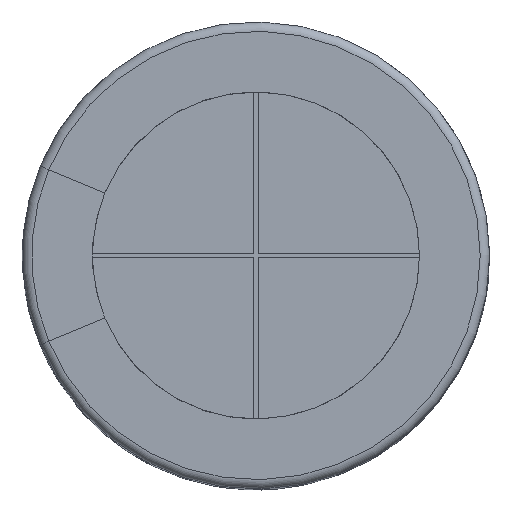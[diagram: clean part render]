
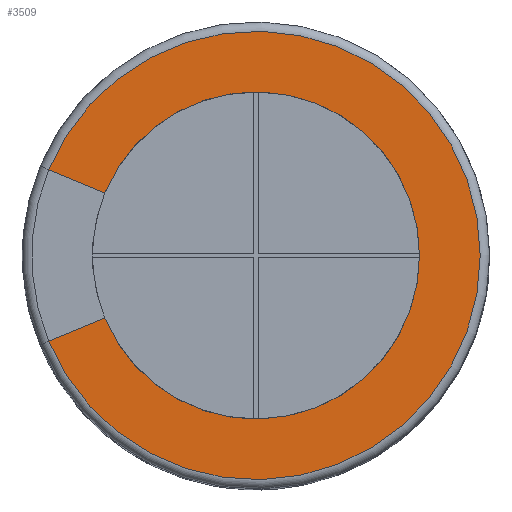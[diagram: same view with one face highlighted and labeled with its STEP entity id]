
A CAD part, top view. The second image highlights one B-rep face of the part: STEP entity #3509.
In plain terms, the highlighted planar face has unit normal (0, 0, 1).
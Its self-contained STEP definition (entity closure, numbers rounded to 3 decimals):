
#3162 = TOROIDAL_SURFACE('',#3163,4.8,0.2);
#3163 = AXIS2_PLACEMENT_3D('',#3164,#3165,#3166);
#3164 = CARTESIAN_POINT('',(0.,0.,12.3));
#3165 = DIRECTION('',(0.,0.,1.));
#3166 = DIRECTION('',(-0.924,0.383,0.));
#3188 = VERTEX_POINT('',#3189);
#3189 = CARTESIAN_POINT('',(-4.435,1.837,12.5));
#3211 = VERTEX_POINT('',#3212);
#3212 = CARTESIAN_POINT('',(-4.435,-1.837,12.5));
#3227 = PLANE('',#3228);
#3228 = AXIS2_PLACEMENT_3D('',#3229,#3230,#3231);
#3229 = CARTESIAN_POINT('',(0.,0.,12.5));
#3230 = DIRECTION('',(0.,-0.,-1.));
#3231 = DIRECTION('',(-0.924,-0.383,0.));
#3397 = EDGE_CURVE('',#3188,#3211,#3398,.T.);
#3398 = SURFACE_CURVE('',#3399,(#3404,#3411),.PCURVE_S1.);
#3399 = CIRCLE('',#3400,4.8);
#3400 = AXIS2_PLACEMENT_3D('',#3401,#3402,#3403);
#3401 = CARTESIAN_POINT('',(0.,0.,12.5));
#3402 = DIRECTION('',(0.,0.,-1.));
#3403 = DIRECTION('',(-0.924,0.383,0.));
#3404 = PCURVE('',#3162,#3405);
#3405 = DEFINITIONAL_REPRESENTATION('',(#3406),#3410);
#3406 = LINE('',#3407,#3408);
#3407 = CARTESIAN_POINT('',(-0.,1.571));
#3408 = VECTOR('',#3409,1.);
#3409 = DIRECTION('',(-1.,0.));
#3410 = ( GEOMETRIC_REPRESENTATION_CONTEXT(2)
PARAMETRIC_REPRESENTATION_CONTEXT() REPRESENTATION_CONTEXT('2D SPACE',''
) );
#3411 = PCURVE('',#3412,#3417);
#3412 = PLANE('',#3413);
#3413 = AXIS2_PLACEMENT_3D('',#3414,#3415,#3416);
#3414 = CARTESIAN_POINT('',(0.,0.,12.5));
#3415 = DIRECTION('',(-0.,0.,-1.));
#3416 = DIRECTION('',(-0.924,0.383,0.));
#3417 = DEFINITIONAL_REPRESENTATION('',(#3418),#3422);
#3418 = CIRCLE('',#3419,4.8);
#3419 = AXIS2_PLACEMENT_2D('',#3420,#3421);
#3420 = CARTESIAN_POINT('',(0.,0.));
#3421 = DIRECTION('',(1.,0.));
#3422 = ( GEOMETRIC_REPRESENTATION_CONTEXT(2)
PARAMETRIC_REPRESENTATION_CONTEXT() REPRESENTATION_CONTEXT('2D SPACE',''
) );
#3429 = EDGE_CURVE('',#3188,#3430,#3432,.T.);
#3430 = VERTEX_POINT('',#3431);
#3431 = CARTESIAN_POINT('',(-3.234,1.339,12.5));
#3432 = SURFACE_CURVE('',#3433,(#3437,#3444),.PCURVE_S1.);
#3433 = LINE('',#3434,#3435);
#3434 = CARTESIAN_POINT('',(-4.435,1.837,12.5));
#3435 = VECTOR('',#3436,1.);
#3436 = DIRECTION('',(0.924,-0.383,0.));
#3437 = PCURVE('',#3227,#3438);
#3438 = DEFINITIONAL_REPRESENTATION('',(#3439),#3443);
#3439 = LINE('',#3440,#3441);
#3440 = CARTESIAN_POINT('',(3.394,3.394));
#3441 = VECTOR('',#3442,1.);
#3442 = DIRECTION('',(-0.707,-0.707));
#3443 = ( GEOMETRIC_REPRESENTATION_CONTEXT(2)
PARAMETRIC_REPRESENTATION_CONTEXT() REPRESENTATION_CONTEXT('2D SPACE',''
) );
#3444 = PCURVE('',#3412,#3445);
#3445 = DEFINITIONAL_REPRESENTATION('',(#3446),#3450);
#3446 = LINE('',#3447,#3448);
#3447 = CARTESIAN_POINT('',(4.8,0.));
#3448 = VECTOR('',#3449,1.);
#3449 = DIRECTION('',(-1.,0.));
#3450 = ( GEOMETRIC_REPRESENTATION_CONTEXT(2)
PARAMETRIC_REPRESENTATION_CONTEXT() REPRESENTATION_CONTEXT('2D SPACE',''
) );
#3453 = VERTEX_POINT('',#3454);
#3454 = CARTESIAN_POINT('',(-3.234,-1.339,12.5));
#3481 = EDGE_CURVE('',#3211,#3453,#3482,.T.);
#3482 = SURFACE_CURVE('',#3483,(#3487,#3494),.PCURVE_S1.);
#3483 = LINE('',#3484,#3485);
#3484 = CARTESIAN_POINT('',(-4.435,-1.837,12.5));
#3485 = VECTOR('',#3486,1.);
#3486 = DIRECTION('',(0.924,0.383,0.));
#3487 = PCURVE('',#3227,#3488);
#3488 = DEFINITIONAL_REPRESENTATION('',(#3489),#3493);
#3489 = LINE('',#3490,#3491);
#3490 = CARTESIAN_POINT('',(4.8,0.));
#3491 = VECTOR('',#3492,1.);
#3492 = DIRECTION('',(-1.,0.));
#3493 = ( GEOMETRIC_REPRESENTATION_CONTEXT(2)
PARAMETRIC_REPRESENTATION_CONTEXT() REPRESENTATION_CONTEXT('2D SPACE',''
) );
#3494 = PCURVE('',#3412,#3495);
#3495 = DEFINITIONAL_REPRESENTATION('',(#3496),#3500);
#3496 = LINE('',#3497,#3498);
#3497 = CARTESIAN_POINT('',(3.394,-3.394));
#3498 = VECTOR('',#3499,1.);
#3499 = DIRECTION('',(-0.707,0.707));
#3500 = ( GEOMETRIC_REPRESENTATION_CONTEXT(2)
PARAMETRIC_REPRESENTATION_CONTEXT() REPRESENTATION_CONTEXT('2D SPACE',''
) );
#3509 = ADVANCED_FACE('',(#3510),#3412,.F.);
#3510 = FACE_BOUND('',#3511,.F.);
#3511 = EDGE_LOOP('',(#3512,#3513,#3514,#3541));
#3512 = ORIENTED_EDGE('',*,*,#3397,.T.);
#3513 = ORIENTED_EDGE('',*,*,#3481,.T.);
#3514 = ORIENTED_EDGE('',*,*,#3515,.F.);
#3515 = EDGE_CURVE('',#3430,#3453,#3516,.T.);
#3516 = SURFACE_CURVE('',#3517,(#3522,#3529),.PCURVE_S1.);
#3517 = CIRCLE('',#3518,3.5);
#3518 = AXIS2_PLACEMENT_3D('',#3519,#3520,#3521);
#3519 = CARTESIAN_POINT('',(0.,0.,12.5));
#3520 = DIRECTION('',(0.,0.,-1.));
#3521 = DIRECTION('',(-0.924,0.383,0.));
#3522 = PCURVE('',#3412,#3523);
#3523 = DEFINITIONAL_REPRESENTATION('',(#3524),#3528);
#3524 = CIRCLE('',#3525,3.5);
#3525 = AXIS2_PLACEMENT_2D('',#3526,#3527);
#3526 = CARTESIAN_POINT('',(0.,0.));
#3527 = DIRECTION('',(1.,0.));
#3528 = ( GEOMETRIC_REPRESENTATION_CONTEXT(2)
PARAMETRIC_REPRESENTATION_CONTEXT() REPRESENTATION_CONTEXT('2D SPACE',''
) );
#3529 = PCURVE('',#3530,#3535);
#3530 = CYLINDRICAL_SURFACE('',#3531,3.5);
#3531 = AXIS2_PLACEMENT_3D('',#3532,#3533,#3534);
#3532 = CARTESIAN_POINT('',(0.,0.,12.5));
#3533 = DIRECTION('',(-0.,0.,-1.));
#3534 = DIRECTION('',(-0.924,0.383,0.));
#3535 = DEFINITIONAL_REPRESENTATION('',(#3536),#3540);
#3536 = LINE('',#3537,#3538);
#3537 = CARTESIAN_POINT('',(0.,0.));
#3538 = VECTOR('',#3539,1.);
#3539 = DIRECTION('',(1.,0.));
#3540 = ( GEOMETRIC_REPRESENTATION_CONTEXT(2)
PARAMETRIC_REPRESENTATION_CONTEXT() REPRESENTATION_CONTEXT('2D SPACE',''
) );
#3541 = ORIENTED_EDGE('',*,*,#3429,.F.);
